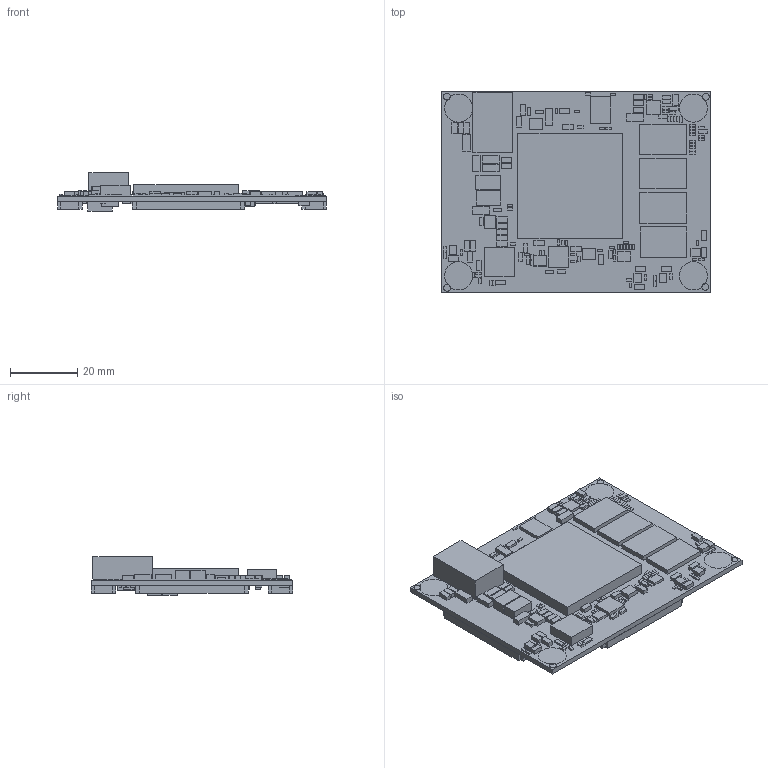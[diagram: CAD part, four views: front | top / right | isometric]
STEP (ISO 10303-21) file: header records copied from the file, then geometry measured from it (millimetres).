
FILE_DESCRIPTION(/* description */ ('PCB Design'),/* implementation_level */ '2;1');
FILE_NAME(/* name */ 'AC7325-step',/* time_stamp */ '2021-08-11T09:23:55+08:00',/* author */ ('ALINX-11'),/* organization */ (''),/* preprocessor_version */ 'ST-DEVELOPER v16',/* originating_system */ 'allegro_17.2S007',/* authorisation */ '');
FILE_SCHEMA (('AUTOMOTIVE_DESIGN { 1 0 10303 214 3 1 1 }'));
Length unit declared in the file: millimetre
Products named in the file (27): AC7325-STEP; BOARD_OUTLINE; COMPONENTS; FFG900; QFN100_17X11; L0603; USIL-8; R0402; FBGA_96; MLP8; LED_0805; CC0402; C0402; C0603; C0805; RR0402; R0603; C1206; D7343; AXK520137YG; QFN56_8X8X3; QFN20; OSC6-3225; MH_250H125; TPS51200DRCR; SOT-23-5; FID_C40M80
Assembly tree (374 placements, depth 3):
  AC7325-STEP
    BOARD_OUTLINE
    COMPONENTS
      FFG900
      QFN100_17X11
      L0603  x5
      USIL-8  x4
      R0402  x85
      FBGA_96  x4
      MLP8
      LED_0805  x2
      CC0402  x36
      C0402  x98
      C0603  x45
      C0805  x38
      RR0402
      R0603  x4
      C1206  x19
      D7343  x4
      AXK520137YG  x4
      QFN56_8X8X3
      QFN20
      OSC6-3225  x2
      MH_250H125  x4
      TPS51200DRCR
      SOT-23-5  x3
      FID_C40M80  x8
Bounding box: 80 x 60 x 11.43 mm (x, y, z)
Surface area: 22442 mm2 (no closed solid volume)
Topology: 0 solids, 373 shells, 2246 faces, 4873 edges, 3000 vertices
Faces by surface type: plane 2222, cylinder 24
Entity records: 7591 total; most frequent: DIRECTION 1176, AXIS2_PLACEMENT_3D 910, CARTESIAN_POINT 643, ORIENTED_EDGE 624, PRODUCT_DEFINITION_SHAPE 401, ITEM_DEFINED_TRANSFORMATION 374, CONTEXT_DEPENDENT_SHAPE_REPRESENTATION 374, NEXT_ASSEMBLY_USAGE_OCCURRENCE 374
